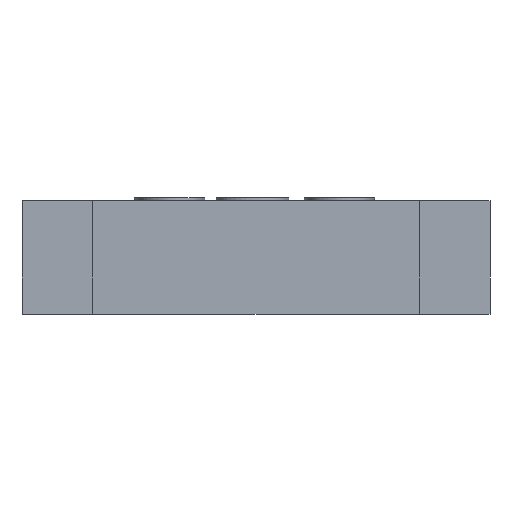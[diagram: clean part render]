
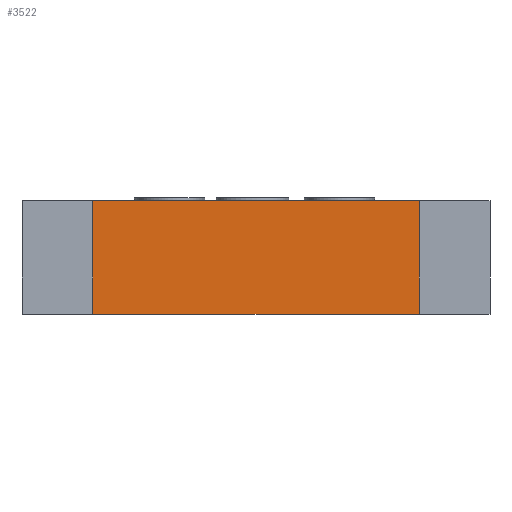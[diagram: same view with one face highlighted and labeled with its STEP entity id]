
A CAD part, front view. The second image highlights one B-rep face of the part: STEP entity #3522.
In plain terms, the highlighted planar face has unit normal (0, -1, 0).
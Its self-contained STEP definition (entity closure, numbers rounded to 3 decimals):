
#45 = DIRECTION ( 'NONE',  ( 1., 0., 0. ) ) ;
#180 = EDGE_LOOP ( 'NONE', ( #3305, #1490, #347, #1018 ) ) ;
#185 = LINE ( 'NONE', #1919, #2222 ) ;
#188 = FACE_OUTER_BOUND ( 'NONE', #180, .T. ) ;
#347 = ORIENTED_EDGE ( 'NONE', *, *, #2785, .F. ) ;
#354 = CARTESIAN_POINT ( 'NONE',  ( 0., -0.425, 0.4 ) ) ;
#454 = DIRECTION ( 'NONE',  ( 0., 1., 0. ) ) ;
#484 = AXIS2_PLACEMENT_3D ( 'NONE', #2730, #454, #2229 ) ;
#630 = EDGE_CURVE ( 'NONE', #2447, #1949, #805, .T. ) ;
#805 = LINE ( 'NONE', #1041, #3456 ) ;
#838 = VERTEX_POINT ( 'NONE', #3484 ) ;
#892 = DIRECTION ( 'NONE',  ( 0., 0., -1. ) ) ;
#1018 = ORIENTED_EDGE ( 'NONE', *, *, #3037, .T. ) ;
#1041 = CARTESIAN_POINT ( 'NONE',  ( 0., -0.425, 0. ) ) ;
#1487 = CARTESIAN_POINT ( 'NONE',  ( 0.575, -0.425, 0. ) ) ;
#1490 = ORIENTED_EDGE ( 'NONE', *, *, #2032, .F. ) ;
#1580 = PLANE ( 'NONE',  #484 ) ;
#1919 = CARTESIAN_POINT ( 'NONE',  ( -0.575, -0.425, 0.4 ) ) ;
#1949 = VERTEX_POINT ( 'NONE', #1487 ) ;
#2032 = EDGE_CURVE ( 'NONE', #2251, #1949, #3461, .T. ) ;
#2222 = VECTOR ( 'NONE', #3310, 1000. ) ;
#2229 = DIRECTION ( 'NONE',  ( 0., 0., 1. ) ) ;
#2251 = VERTEX_POINT ( 'NONE', #2452 ) ;
#2447 = VERTEX_POINT ( 'NONE', #2589 ) ;
#2452 = CARTESIAN_POINT ( 'NONE',  ( 0.575, -0.425, 0.4 ) ) ;
#2572 = VECTOR ( 'NONE', #892, 1000. ) ;
#2589 = CARTESIAN_POINT ( 'NONE',  ( -0.575, -0.425, 0. ) ) ;
#2730 = CARTESIAN_POINT ( 'NONE',  ( 0., -0.425, 0.4 ) ) ;
#2753 = VECTOR ( 'NONE', #45, 1000. ) ;
#2785 = EDGE_CURVE ( 'NONE', #838, #2251, #3184, .T. ) ;
#2871 = CARTESIAN_POINT ( 'NONE',  ( 0.575, -0.425, 0.4 ) ) ;
#3037 = EDGE_CURVE ( 'NONE', #838, #2447, #185, .T. ) ;
#3066 = DIRECTION ( 'NONE',  ( 1., 0., 0. ) ) ;
#3184 = LINE ( 'NONE', #354, #2753 ) ;
#3305 = ORIENTED_EDGE ( 'NONE', *, *, #630, .T. ) ;
#3310 = DIRECTION ( 'NONE',  ( 0., 0., -1. ) ) ;
#3456 = VECTOR ( 'NONE', #3066, 1000. ) ;
#3461 = LINE ( 'NONE', #2871, #2572 ) ;
#3484 = CARTESIAN_POINT ( 'NONE',  ( -0.575, -0.425, 0.4 ) ) ;
#3522 = ADVANCED_FACE ( 'NONE', ( #188 ), #1580, .F. ) ;
